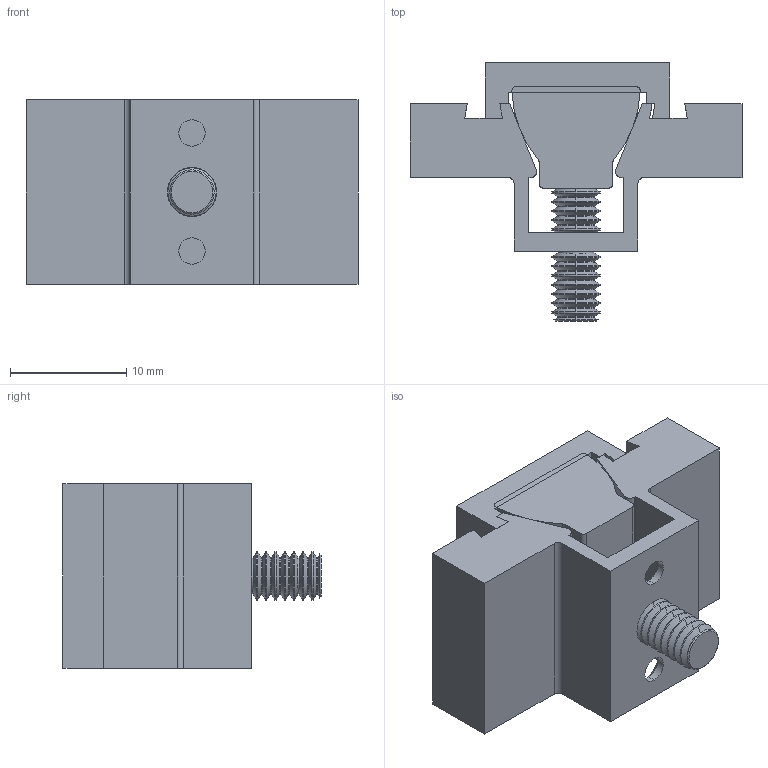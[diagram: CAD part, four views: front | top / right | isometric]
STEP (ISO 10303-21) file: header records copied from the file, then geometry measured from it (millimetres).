
FILE_DESCRIPTION (( 'STEP AP214' ), '1' );
FILE_NAME ('SW3dPS-80050.step', '2009-09-08T12:10:51', ( 'SysAdmin' ), ( 'SolidWorks' ), 'SwSTEP 2.0', 'SolidWorks 2009', '' );
FILE_SCHEMA (( 'AUTOMOTIVE_DESIGN' ));
Length unit declared in the file: inch
Products named in the file (5): SW3dPS-80050; SW3dPS-80050_160143; SW3dPS-80050_60050; SW3dPS-80050_60310; SW3dPS-80050_8-32 CAP
Assembly tree (4 placements, depth 2):
  SW3dPS-80050
    SW3dPS-80050_60310
    SW3dPS-80050_60050
    SW3dPS-80050_160143
    SW3dPS-80050_8-32 CAP
Bounding box: 28.57 x 22.21 x 15.88 mm (x, y, z)
Volume: 4258.5 mm3; surface area: 4192.8 mm2
Topology: 4 solids, 4 shells, 253 faces, 560 edges, 318 vertices
Faces by surface type: cylinder 108, cone 86, plane 57, torus 2
Entity records: 7076 total; most frequent: DIRECTION 1304, CARTESIAN_POINT 1144, ORIENTED_EDGE 1120, EDGE_CURVE 560, AXIS2_PLACEMENT_3D 486, VECTOR 332, LINE 332, VERTEX_POINT 318
